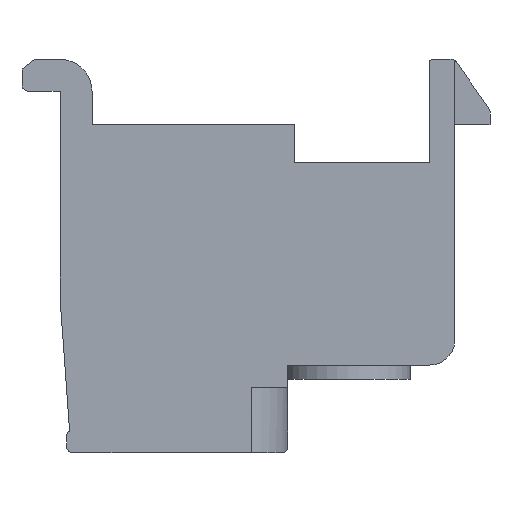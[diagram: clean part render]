
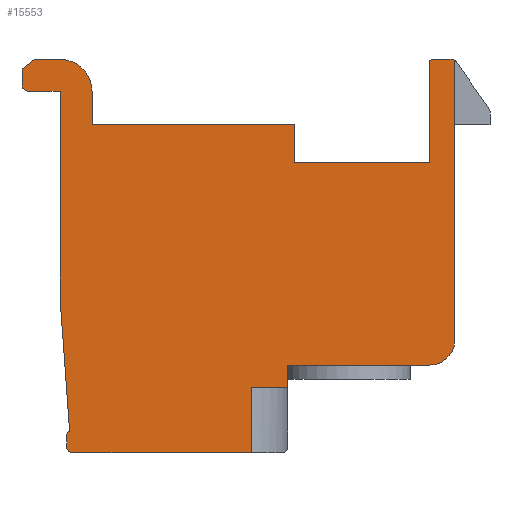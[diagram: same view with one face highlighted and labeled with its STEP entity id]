
A CAD part, front view. The second image highlights one B-rep face of the part: STEP entity #15553.
In plain terms, the highlighted planar face has unit normal (0, -1, 0).
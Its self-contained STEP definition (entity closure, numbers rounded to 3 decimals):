
#1=CARTESIAN_POINT('',(5.45,0.,-2.625));
#2=DIRECTION('',(0.,1.,0.));
#3=DIRECTION('',(1.,0.,0.));
#4=AXIS2_PLACEMENT_3D('',#1,#2,#3);
#6=DIRECTION('',(-1.,0.,0.));
#7=VECTOR('',#6,4.45);
#8=CARTESIAN_POINT('',(5.45,0.,-3.425));
#9=LINE('',#8,#7);
#10=DIRECTION('',(0.,0.,-1.));
#11=VECTOR('',#10,0.7);
#12=CARTESIAN_POINT('',(1.,0.,-3.425));
#13=LINE('',#12,#11);
#14=DIRECTION('',(1.,0.,0.));
#15=VECTOR('',#14,1.15);
#16=CARTESIAN_POINT('',(-0.15,0.,-4.125));
#17=LINE('',#16,#15);
#18=DIRECTION('',(0.,0.,1.));
#19=VECTOR('',#18,2.05);
#20=CARTESIAN_POINT('',(-0.15,0.,-6.175));
#21=LINE('',#20,#19);
#22=DIRECTION('',(-1.,0.,0.));
#23=VECTOR('',#22,5.6);
#24=CARTESIAN_POINT('',(-0.15,0.,-6.175));
#25=LINE('',#24,#23);
#26=CARTESIAN_POINT('',(-5.75,0.,-5.975));
#27=DIRECTION('',(0.,1.,0.));
#28=DIRECTION('',(0.,0.,-1.));
#29=AXIS2_PLACEMENT_3D('',#26,#27,#28);
#31=DIRECTION('',(0.,0.,1.));
#32=VECTOR('',#31,0.3);
#33=CARTESIAN_POINT('',(-5.95,0.,-5.975));
#34=LINE('',#33,#32);
#35=CARTESIAN_POINT('',(-5.75,0.,-5.675));
#36=DIRECTION('',(0.,1.,0.));
#37=DIRECTION('',(-1.,0.,0.));
#38=AXIS2_PLACEMENT_3D('',#35,#36,#37);
#40=DIRECTION('',(-0.072,0.,0.997));
#41=VECTOR('',#40,4.13);
#42=CARTESIAN_POINT('',(-5.854,0.,-5.504));
#43=LINE('',#42,#41);
#44=DIRECTION('',(0.,0.,1.));
#45=VECTOR('',#44,6.56);
#46=CARTESIAN_POINT('',(-6.15,0.,-1.385));
#47=LINE('',#46,#45);
#48=DIRECTION('',(-1.,0.,0.));
#49=VECTOR('',#48,1.);
#50=CARTESIAN_POINT('',(-6.15,0.,5.175));
#51=LINE('',#50,#49);
#52=CARTESIAN_POINT('',(-7.15,0.,5.375));
#53=DIRECTION('',(0.,1.,0.));
#54=DIRECTION('',(0.,0.,-1.));
#55=AXIS2_PLACEMENT_3D('',#52,#53,#54);
#57=DIRECTION('',(0.,0.,1.));
#58=VECTOR('',#57,0.5);
#59=CARTESIAN_POINT('',(-7.35,0.,5.375));
#60=LINE('',#59,#58);
#61=DIRECTION('',(0.785,0.,0.619));
#62=VECTOR('',#61,0.485);
#63=CARTESIAN_POINT('',(-7.35,0.,5.875));
#64=LINE('',#63,#62);
#65=DIRECTION('',(1.,0.,0.));
#66=VECTOR('',#65,0.819);
#67=CARTESIAN_POINT('',(-6.969,0.,6.175));
#68=LINE('',#67,#66);
#69=CARTESIAN_POINT('',(-6.15,0.,5.175));
#70=DIRECTION('',(0.,1.,0.));
#71=DIRECTION('',(0.,0.,1.));
#72=AXIS2_PLACEMENT_3D('',#69,#70,#71);
#74=DIRECTION('',(0.,0.,-1.));
#75=VECTOR('',#74,1.05);
#76=CARTESIAN_POINT('',(-5.15,0.,5.175));
#77=LINE('',#76,#75);
#78=DIRECTION('',(1.,0.,0.));
#79=VECTOR('',#78,6.35);
#80=CARTESIAN_POINT('',(-5.15,0.,4.125));
#81=LINE('',#80,#79);
#82=DIRECTION('',(0.,0.,-1.));
#83=VECTOR('',#82,1.2);
#84=CARTESIAN_POINT('',(1.2,0.,4.125));
#85=LINE('',#84,#83);
#86=DIRECTION('',(1.,0.,0.));
#87=VECTOR('',#86,4.25);
#88=CARTESIAN_POINT('',(1.2,0.,2.925));
#89=LINE('',#88,#87);
#90=DIRECTION('',(0.,0.,1.));
#91=VECTOR('',#90,3.213);
#92=CARTESIAN_POINT('',(5.45,0.,2.925));
#93=LINE('',#92,#91);
#94=CARTESIAN_POINT('',(5.565,0.,5.975));
#95=DIRECTION('',(0.,1.,0.));
#96=DIRECTION('',(-0.577,0.,0.816));
#97=AXIS2_PLACEMENT_3D('',#94,#95,#96);
#99=DIRECTION('',(1.,0.,0.));
#100=VECTOR('',#99,0.626);
#101=CARTESIAN_POINT('',(5.565,0.,6.175));
#102=LINE('',#101,#100);
#103=CARTESIAN_POINT('',(6.127,0.,5.986));
#104=DIRECTION('',(0.,1.,0.));
#105=DIRECTION('',(0.32,0.,0.947));
#106=AXIS2_PLACEMENT_3D('',#103,#104,#105);
#116=DIRECTION('',(0.,0.,1.));
#117=VECTOR('',#116,8.768);
#118=CARTESIAN_POINT('',(6.25,0.,-2.625));
#119=LINE('',#118,#117);
#11859=CARTESIAN_POINT('',(6.25,0.,-2.625));
#11860=CARTESIAN_POINT('',(5.45,0.,-3.425));
#11861=VERTEX_POINT('',#11859);
#11862=VERTEX_POINT('',#11860);
#11863=CARTESIAN_POINT('',(1.,0.,-3.425));
#11864=VERTEX_POINT('',#11863);
#11865=CARTESIAN_POINT('',(-5.75,0.,-6.175));
#11866=CARTESIAN_POINT('',(-5.95,0.,-5.975));
#11867=VERTEX_POINT('',#11865);
#11868=VERTEX_POINT('',#11866);
#11869=CARTESIAN_POINT('',(-5.95,0.,-5.675));
#11870=VERTEX_POINT('',#11869);
#11871=CARTESIAN_POINT('',(-5.854,0.,-5.504));
#11872=VERTEX_POINT('',#11871);
#11873=CARTESIAN_POINT('',(-6.15,0.,-1.385));
#11874=VERTEX_POINT('',#11873);
#11875=CARTESIAN_POINT('',(-6.15,0.,5.175));
#11876=VERTEX_POINT('',#11875);
#11877=CARTESIAN_POINT('',(-7.15,0.,5.175));
#11878=VERTEX_POINT('',#11877);
#11879=CARTESIAN_POINT('',(-7.35,0.,5.375));
#11880=VERTEX_POINT('',#11879);
#11881=CARTESIAN_POINT('',(-7.35,0.,5.875));
#11882=VERTEX_POINT('',#11881);
#11883=CARTESIAN_POINT('',(-6.969,0.,6.175));
#11884=VERTEX_POINT('',#11883);
#11885=CARTESIAN_POINT('',(-6.15,0.,6.175));
#11886=VERTEX_POINT('',#11885);
#11887=CARTESIAN_POINT('',(-5.15,0.,5.175));
#11888=VERTEX_POINT('',#11887);
#11889=CARTESIAN_POINT('',(-5.15,0.,4.125));
#11890=VERTEX_POINT('',#11889);
#11891=CARTESIAN_POINT('',(1.2,0.,4.125));
#11892=VERTEX_POINT('',#11891);
#11893=CARTESIAN_POINT('',(1.2,0.,2.925));
#11894=VERTEX_POINT('',#11893);
#11895=CARTESIAN_POINT('',(5.45,0.,2.925));
#11896=VERTEX_POINT('',#11895);
#11897=CARTESIAN_POINT('',(5.45,0.,6.138));
#11898=VERTEX_POINT('',#11897);
#11899=CARTESIAN_POINT('',(5.565,0.,6.175));
#11900=VERTEX_POINT('',#11899);
#11901=CARTESIAN_POINT('',(6.191,0.,6.175));
#11902=VERTEX_POINT('',#11901);
#12503=CARTESIAN_POINT('',(-0.15,0.,-6.175));
#12504=CARTESIAN_POINT('',(-0.15,0.,-4.125));
#12505=VERTEX_POINT('',#12503);
#12506=VERTEX_POINT('',#12504);
#12507=CARTESIAN_POINT('',(1.,0.,-4.125));
#12508=VERTEX_POINT('',#12507);
#12527=CARTESIAN_POINT('',(6.25,0.,6.143));
#12529=VERTEX_POINT('',#12527);
#15494=CARTESIAN_POINT('',(0.,0.,0.));
#15495=DIRECTION('',(0.,1.,0.));
#15496=DIRECTION('',(1.,0.,0.));
#15497=AXIS2_PLACEMENT_3D('',#15494,#15495,#15496);
#15498=PLANE('',#15497);
#15500=ORIENTED_EDGE('',*,*,#15499,.F.);
#15502=ORIENTED_EDGE('',*,*,#15501,.T.);
#15504=ORIENTED_EDGE('',*,*,#15503,.T.);
#15506=ORIENTED_EDGE('',*,*,#15505,.T.);
#15508=ORIENTED_EDGE('',*,*,#15507,.F.);
#15510=ORIENTED_EDGE('',*,*,#15509,.F.);
#15512=ORIENTED_EDGE('',*,*,#15511,.T.);
#15514=ORIENTED_EDGE('',*,*,#15513,.T.);
#15516=ORIENTED_EDGE('',*,*,#15515,.T.);
#15518=ORIENTED_EDGE('',*,*,#15517,.T.);
#15520=ORIENTED_EDGE('',*,*,#15519,.T.);
#15522=ORIENTED_EDGE('',*,*,#15521,.T.);
#15524=ORIENTED_EDGE('',*,*,#15523,.T.);
#15526=ORIENTED_EDGE('',*,*,#15525,.T.);
#15528=ORIENTED_EDGE('',*,*,#15527,.T.);
#15530=ORIENTED_EDGE('',*,*,#15529,.T.);
#15532=ORIENTED_EDGE('',*,*,#15531,.T.);
#15534=ORIENTED_EDGE('',*,*,#15533,.T.);
#15536=ORIENTED_EDGE('',*,*,#15535,.T.);
#15538=ORIENTED_EDGE('',*,*,#15537,.T.);
#15540=ORIENTED_EDGE('',*,*,#15539,.T.);
#15542=ORIENTED_EDGE('',*,*,#15541,.T.);
#15544=ORIENTED_EDGE('',*,*,#15543,.T.);
#15546=ORIENTED_EDGE('',*,*,#15545,.T.);
#15548=ORIENTED_EDGE('',*,*,#15547,.T.);
#15550=ORIENTED_EDGE('',*,*,#15549,.T.);
#15551=EDGE_LOOP('',(#15500,#15502,#15504,#15506,#15508,#15510,#15512,#15514,
#15516,#15518,#15520,#15522,#15524,#15526,#15528,#15530,#15532,#15534,#15536,
#15538,#15540,#15542,#15544,#15546,#15548,#15550));
#15552=FACE_OUTER_BOUND('',#15551,.F.);
#15553=ADVANCED_FACE('',(#15552),#15498,.F.);
#5=CIRCLE('',#4,0.8);
#30=CIRCLE('',#29,0.2);
#39=CIRCLE('',#38,0.2);
#56=CIRCLE('',#55,0.2);
#73=CIRCLE('',#72,1.);
#98=CIRCLE('',#97,0.2);
#107=CIRCLE('',#106,0.2);
#15499=EDGE_CURVE('',#11861,#12529,#119,.T.);
#15501=EDGE_CURVE('',#11861,#11862,#5,.T.);
#15503=EDGE_CURVE('',#11862,#11864,#9,.T.);
#15505=EDGE_CURVE('',#11864,#12508,#13,.T.);
#15507=EDGE_CURVE('',#12506,#12508,#17,.T.);
#15509=EDGE_CURVE('',#12505,#12506,#21,.T.);
#15511=EDGE_CURVE('',#12505,#11867,#25,.T.);
#15513=EDGE_CURVE('',#11867,#11868,#30,.T.);
#15515=EDGE_CURVE('',#11868,#11870,#34,.T.);
#15517=EDGE_CURVE('',#11870,#11872,#39,.T.);
#15519=EDGE_CURVE('',#11872,#11874,#43,.T.);
#15521=EDGE_CURVE('',#11874,#11876,#47,.T.);
#15523=EDGE_CURVE('',#11876,#11878,#51,.T.);
#15525=EDGE_CURVE('',#11878,#11880,#56,.T.);
#15527=EDGE_CURVE('',#11880,#11882,#60,.T.);
#15529=EDGE_CURVE('',#11882,#11884,#64,.T.);
#15531=EDGE_CURVE('',#11884,#11886,#68,.T.);
#15533=EDGE_CURVE('',#11886,#11888,#73,.T.);
#15535=EDGE_CURVE('',#11888,#11890,#77,.T.);
#15537=EDGE_CURVE('',#11890,#11892,#81,.T.);
#15539=EDGE_CURVE('',#11892,#11894,#85,.T.);
#15541=EDGE_CURVE('',#11894,#11896,#89,.T.);
#15543=EDGE_CURVE('',#11896,#11898,#93,.T.);
#15545=EDGE_CURVE('',#11898,#11900,#98,.T.);
#15547=EDGE_CURVE('',#11900,#11902,#102,.T.);
#15549=EDGE_CURVE('',#11902,#12529,#107,.T.);
